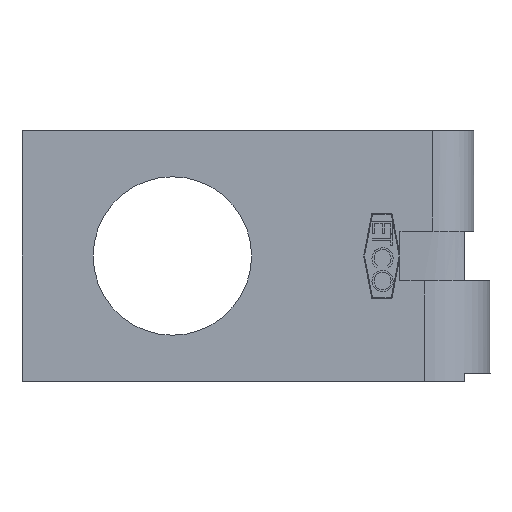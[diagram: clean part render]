
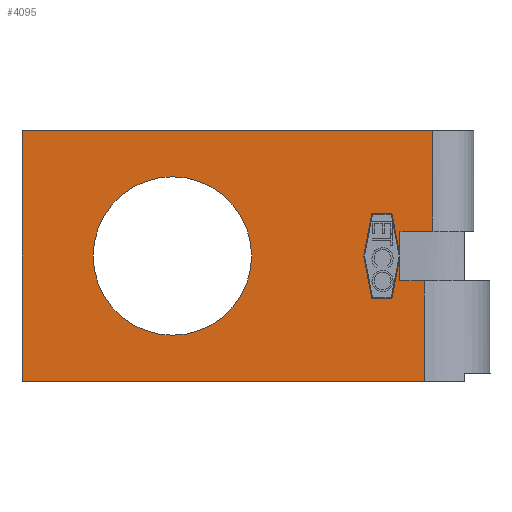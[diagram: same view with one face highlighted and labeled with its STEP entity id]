
A CAD part, front view. The second image highlights one B-rep face of the part: STEP entity #4095.
In plain terms, the highlighted planar face has unit normal (0, -1, 0).
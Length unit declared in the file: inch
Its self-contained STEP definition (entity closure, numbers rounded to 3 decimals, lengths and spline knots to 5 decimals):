
#34 = DIRECTION ( 'NONE',  ( -1., 0., 0. ) ) ;
#122 = EDGE_CURVE ( 'NONE', #5347, #5782, #251, .T. ) ;
#251 = LINE ( 'NONE', #2095, #4275 ) ;
#266 = EDGE_CURVE ( 'NONE', #5782, #4105, #2664, .T. ) ;
#271 = CARTESIAN_POINT ( 'NONE',  ( 0.221, 0., -0.031 ) ) ;
#328 = CARTESIAN_POINT ( 'NONE',  ( 0.211, 0., -0.0525 ) ) ;
#371 = DIRECTION ( 'NONE',  ( -0.187, 0., 0.982 ) ) ;
#489 = AXIS2_PLACEMENT_3D ( 'NONE', #3336, #5191, #1056 ) ;
#555 = CARTESIAN_POINT ( 'NONE',  ( 0.186, 0., -0.0525 ) ) ;
#567 = CARTESIAN_POINT ( 'NONE',  ( -0.062, 0., 0. ) ) ;
#609 = LINE ( 'NONE', #2445, #3148 ) ;
#619 = ORIENTED_EDGE ( 'NONE', *, *, #1221, .T. ) ;
#630 = CARTESIAN_POINT ( 'NONE',  ( 0.221, 0., 0.156 ) ) ;
#663 = CARTESIAN_POINT ( 'NONE',  ( 0.221, 0., 0.156 ) ) ;
#668 = VERTEX_POINT ( 'NONE', #271 ) ;
#736 = B_SPLINE_CURVE_WITH_KNOTS ( 'NONE', 3,
 ( #2186, #4012, #5862, #1732 ),
 .UNSPECIFIED., .F., .F.,
 ( 4, 4 ),
 ( 0., 1. ),
 .UNSPECIFIED. ) ;
#745 = EDGE_LOOP ( 'NONE', ( #2610, #820, #4373, #1474, #3378, #3700, #4913, #3169, #3519, #5133, #2845, #619, #3298, #3533, #2207 ) ) ;
#749 = CARTESIAN_POINT ( 'NONE',  ( -0.062, 0., -0.0985 ) ) ;
#820 = ORIENTED_EDGE ( 'NONE', *, *, #3101, .F. ) ;
#861 = CARTESIAN_POINT ( 'NONE',  ( 0.186, 0., 0.0525 ) ) ;
#867 = CARTESIAN_POINT ( 'NONE',  ( 0.186, 0., -0.0525 ) ) ;
#874 = DIRECTION ( 'NONE',  ( 1., 0., 0. ) ) ;
#931 = EDGE_CURVE ( 'NONE', #4859, #5015, #609, .T. ) ;
#971 = VECTOR ( 'NONE', #34, 39.37008 ) ;
#1027 = CARTESIAN_POINT ( 'NONE',  ( -0.249, 0., -0.156 ) ) ;
#1032 = VECTOR ( 'NONE', #371, 39.37008 ) ;
#1035 = VERTEX_POINT ( 'NONE', #5732 ) ;
#1056 = DIRECTION ( 'NONE',  ( 0., 0., 1. ) ) ;
#1115 = FACE_OUTER_BOUND ( 'NONE', #745, .T. ) ;
#1221 = EDGE_CURVE ( 'NONE', #5347, #2802, #3152, .T. ) ;
#1238 = VERTEX_POINT ( 'NONE', #5937 ) ;
#1327 = DIRECTION ( 'NONE',  ( 0., 0., -1. ) ) ;
#1384 = EDGE_CURVE ( 'NONE', #2061, #5641, #2606, .T. ) ;
#1428 = LINE ( 'NONE', #3255, #1939 ) ;
#1474 = ORIENTED_EDGE ( 'NONE', *, *, #2954, .F. ) ;
#1666 = CARTESIAN_POINT ( 'NONE',  ( 0.221, 0., -0.156 ) ) ;
#1708 = DIRECTION ( 'NONE',  ( 0.187, 0., 0.982 ) ) ;
#1729 = CARTESIAN_POINT ( 'NONE',  ( 0.211, 0., 0.0525 ) ) ;
#1732 = CARTESIAN_POINT ( 'NONE',  ( 0.221, 0., -0.031 ) ) ;
#1747 = VECTOR ( 'NONE', #5461, 39.37008 ) ;
#1785 = LINE ( 'NONE', #3606, #1747 ) ;
#1835 = VECTOR ( 'NONE', #3557, 39.37008 ) ;
#1837 = VECTOR ( 'NONE', #2465, 39.37008 ) ;
#1861 = EDGE_CURVE ( 'NONE', #1238, #5762, #2331, .T. ) ;
#1939 = VECTOR ( 'NONE', #5108, 39.37008 ) ;
#2061 = VERTEX_POINT ( 'NONE', #749 ) ;
#2095 = CARTESIAN_POINT ( 'NONE',  ( 0.221, 0., -0.156 ) ) ;
#2186 = CARTESIAN_POINT ( 'NONE',  ( 0.251, 0., -0.031 ) ) ;
#2207 = ORIENTED_EDGE ( 'NONE', *, *, #3640, .F. ) ;
#2309 = VECTOR ( 'NONE', #1327, 39.37008 ) ;
#2331 = LINE ( 'NONE', #4164, #971 ) ;
#2372 = EDGE_CURVE ( 'NONE', #4038, #4859, #4995, .T. ) ;
#2393 = DIRECTION ( 'NONE',  ( 1., 0., 0. ) ) ;
#2403 = DIRECTION ( 'NONE',  ( 0., 1., 0. ) ) ;
#2416 = CARTESIAN_POINT ( 'NONE',  ( 0.221, 0., 0. ) ) ;
#2445 = CARTESIAN_POINT ( 'NONE',  ( 0.176, 0., 0. ) ) ;
#2465 = DIRECTION ( 'NONE',  ( 1., 0., 0. ) ) ;
#2482 = EDGE_CURVE ( 'NONE', #5015, #4648, #4690, .T. ) ;
#2498 = DIRECTION ( 'NONE',  ( 0., -1., 0. ) ) ;
#2501 = VECTOR ( 'NONE', #3486, 39.37008 ) ;
#2606 = CIRCLE ( 'NONE', #5222, 0.0985 ) ;
#2610 = ORIENTED_EDGE ( 'NONE', *, *, #1861, .F. ) ;
#2655 = EDGE_CURVE ( 'NONE', #4105, #4038, #5860, .T. ) ;
#2664 = LINE ( 'NONE', #4508, #1032 ) ;
#2696 = DIRECTION ( 'NONE',  ( -0.187, 0., -0.982 ) ) ;
#2717 = CARTESIAN_POINT ( 'NONE',  ( -0.062, 0., 0.0985 ) ) ;
#2787 = VECTOR ( 'NONE', #2393, 39.37008 ) ;
#2802 = VERTEX_POINT ( 'NONE', #4659 ) ;
#2845 = ORIENTED_EDGE ( 'NONE', *, *, #122, .F. ) ;
#2948 = FACE_BOUND ( 'NONE', #5753, .T. ) ;
#2954 = EDGE_CURVE ( 'NONE', #5782, #668, #5796, .T. ) ;
#3014 = VERTEX_POINT ( 'NONE', #5369 ) ;
#3070 = CARTESIAN_POINT ( 'NONE',  ( 0.251, 0., -0.031 ) ) ;
#3101 = EDGE_CURVE ( 'NONE', #3772, #1238, #3605, .T. ) ;
#3148 = VECTOR ( 'NONE', #4281, 39.37008 ) ;
#3152 = LINE ( 'NONE', #5003, #3563 ) ;
#3169 = ORIENTED_EDGE ( 'NONE', *, *, #2372, .F. ) ;
#3255 = CARTESIAN_POINT ( 'NONE',  ( -0.249, 0., -0.156 ) ) ;
#3298 = ORIENTED_EDGE ( 'NONE', *, *, #3870, .T. ) ;
#3336 = CARTESIAN_POINT ( 'NONE',  ( -0.062, 0., 0. ) ) ;
#3367 = CARTESIAN_POINT ( 'NONE',  ( 0.186, 0., 0.0525 ) ) ;
#3378 = ORIENTED_EDGE ( 'NONE', *, *, #4551, .F. ) ;
#3486 = DIRECTION ( 'NONE',  ( 0., 0., -1. ) ) ;
#3519 = ORIENTED_EDGE ( 'NONE', *, *, #2655, .F. ) ;
#3533 = ORIENTED_EDGE ( 'NONE', *, *, #4844, .F. ) ;
#3557 = DIRECTION ( 'NONE',  ( -1., 0., 0. ) ) ;
#3563 = VECTOR ( 'NONE', #874, 39.37008 ) ;
#3605 = LINE ( 'NONE', #5460, #2309 ) ;
#3606 = CARTESIAN_POINT ( 'NONE',  ( 0.262, 0., 0.031 ) ) ;
#3640 = EDGE_CURVE ( 'NONE', #5762, #1035, #1428, .T. ) ;
#3700 = ORIENTED_EDGE ( 'NONE', *, *, #2482, .F. ) ;
#3772 = VERTEX_POINT ( 'NONE', #3070 ) ;
#3853 = CIRCLE ( 'NONE', #489, 0.0985 ) ;
#3870 = EDGE_CURVE ( 'NONE', #2802, #3014, #1785, .T. ) ;
#3913 = ORIENTED_EDGE ( 'NONE', *, *, #1384, .T. ) ;
#3926 = DIRECTION ( 'NONE',  ( 0., 0., -1. ) ) ;
#3989 = LINE ( 'NONE', #5837, #5884 ) ;
#4011 = EDGE_CURVE ( 'NONE', #5641, #2061, #3853, .T. ) ;
#4012 = CARTESIAN_POINT ( 'NONE',  ( 0.241, 0., -0.031 ) ) ;
#4038 = VERTEX_POINT ( 'NONE', #3367 ) ;
#4040 = VECTOR ( 'NONE', #2696, 39.37008 ) ;
#4095 = ADVANCED_FACE ( 'NONE', ( #1115, #2948 ), #4797, .T. ) ;
#4105 = VERTEX_POINT ( 'NONE', #5731 ) ;
#4145 = AXIS2_PLACEMENT_3D ( 'NONE', #663, #2498, #4337 ) ;
#4164 = CARTESIAN_POINT ( 'NONE',  ( 0.221, 0., -0.156 ) ) ;
#4240 = DIRECTION ( 'NONE',  ( 0., 0., 1. ) ) ;
#4275 = VECTOR ( 'NONE', #3926, 39.37008 ) ;
#4281 = DIRECTION ( 'NONE',  ( 0.187, 0., -0.982 ) ) ;
#4337 = DIRECTION ( 'NONE',  ( 0., 0., -1. ) ) ;
#4373 = ORIENTED_EDGE ( 'NONE', *, *, #5390, .T. ) ;
#4508 = CARTESIAN_POINT ( 'NONE',  ( 0.221, 0., 0. ) ) ;
#4551 = EDGE_CURVE ( 'NONE', #4648, #5782, #3989, .T. ) ;
#4648 = VERTEX_POINT ( 'NONE', #328 ) ;
#4659 = CARTESIAN_POINT ( 'NONE',  ( 0.262, 0., 0.031 ) ) ;
#4690 = LINE ( 'NONE', #555, #2787 ) ;
#4703 = ORIENTED_EDGE ( 'NONE', *, *, #4011, .T. ) ;
#4764 = LINE ( 'NONE', #630, #1837 ) ;
#4797 = PLANE ( 'NONE',  #4145 ) ;
#4844 = EDGE_CURVE ( 'NONE', #1035, #3014, #4764, .T. ) ;
#4859 = VERTEX_POINT ( 'NONE', #5699 ) ;
#4913 = ORIENTED_EDGE ( 'NONE', *, *, #931, .F. ) ;
#4995 = LINE ( 'NONE', #861, #4040 ) ;
#5003 = CARTESIAN_POINT ( 'NONE',  ( 0.221, 0., 0.031 ) ) ;
#5015 = VERTEX_POINT ( 'NONE', #867 ) ;
#5108 = DIRECTION ( 'NONE',  ( 0., 0., 1. ) ) ;
#5133 = ORIENTED_EDGE ( 'NONE', *, *, #266, .F. ) ;
#5191 = DIRECTION ( 'NONE',  ( 0., 1., 0. ) ) ;
#5222 = AXIS2_PLACEMENT_3D ( 'NONE', #567, #2403, #4240 ) ;
#5347 = VERTEX_POINT ( 'NONE', #5773 ) ;
#5369 = CARTESIAN_POINT ( 'NONE',  ( 0.262, 0., 0.156 ) ) ;
#5390 = EDGE_CURVE ( 'NONE', #3772, #668, #736, .T. ) ;
#5460 = CARTESIAN_POINT ( 'NONE',  ( 0.251, 0., -0.031 ) ) ;
#5461 = DIRECTION ( 'NONE',  ( 0., 0., 1. ) ) ;
#5641 = VERTEX_POINT ( 'NONE', #2717 ) ;
#5699 = CARTESIAN_POINT ( 'NONE',  ( 0.176, 0., 0. ) ) ;
#5731 = CARTESIAN_POINT ( 'NONE',  ( 0.211, 0., 0.0525 ) ) ;
#5732 = CARTESIAN_POINT ( 'NONE',  ( -0.249, 0., 0.156 ) ) ;
#5753 = EDGE_LOOP ( 'NONE', ( #3913, #4703 ) ) ;
#5762 = VERTEX_POINT ( 'NONE', #1027 ) ;
#5773 = CARTESIAN_POINT ( 'NONE',  ( 0.221, 0., 0.031 ) ) ;
#5782 = VERTEX_POINT ( 'NONE', #2416 ) ;
#5796 = LINE ( 'NONE', #1666, #2501 ) ;
#5837 = CARTESIAN_POINT ( 'NONE',  ( 0.211, 0., -0.0525 ) ) ;
#5860 = LINE ( 'NONE', #1729, #1835 ) ;
#5862 = CARTESIAN_POINT ( 'NONE',  ( 0.231, 0., -0.031 ) ) ;
#5884 = VECTOR ( 'NONE', #1708, 39.37008 ) ;
#5937 = CARTESIAN_POINT ( 'NONE',  ( 0.251, 0., -0.156 ) ) ;
